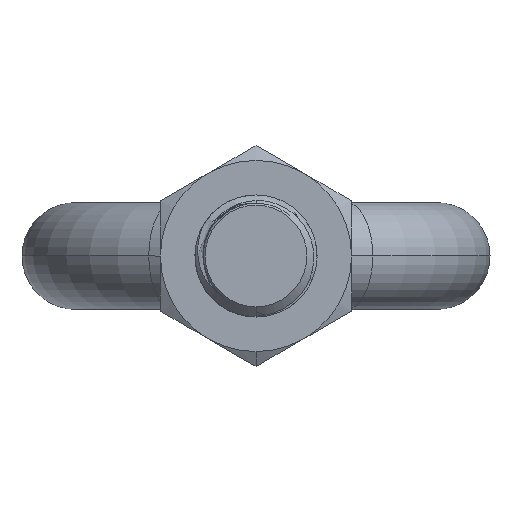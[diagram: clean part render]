
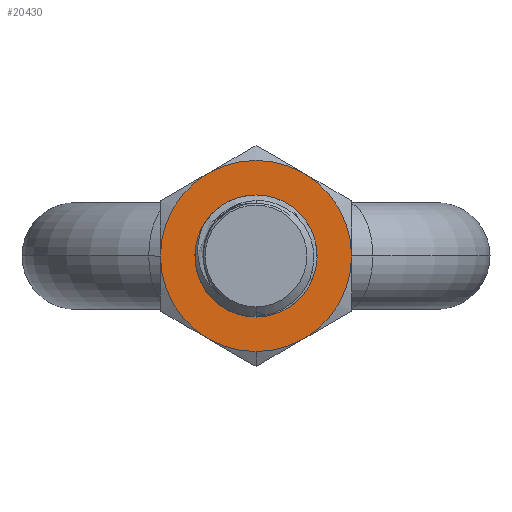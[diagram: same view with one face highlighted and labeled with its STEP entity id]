
A CAD part, front view. The second image highlights one B-rep face of the part: STEP entity #20430.
In plain terms, the highlighted planar face has unit normal (0, -1, 0).
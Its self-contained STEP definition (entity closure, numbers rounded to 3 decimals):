
#1320 = ORIENTED_EDGE ( 'NONE', *, *, #13954, .F. ) ;
#1347 = EDGE_LOOP ( 'NONE', ( #1320, #5284 ) ) ;
#1396 = CARTESIAN_POINT ( 'NONE',  ( 9.4, 15.3, 0. ) ) ;
#1942 = CARTESIAN_POINT ( 'NONE',  ( 0., 15.3, 0. ) ) ;
#2050 = CARTESIAN_POINT ( 'NONE',  ( 0., 15.3, 0. ) ) ;
#2071 = AXIS2_PLACEMENT_3D ( 'NONE', #16489, #25143, #7871 ) ;
#2360 = ORIENTED_EDGE ( 'NONE', *, *, #11112, .T. ) ;
#3151 = VERTEX_POINT ( 'NONE', #21018 ) ;
#3576 = CIRCLE ( 'NONE', #22865, 6. ) ;
#3790 = VERTEX_POINT ( 'NONE', #26933 ) ;
#3814 = AXIS2_PLACEMENT_3D ( 'NONE', #18496, #5716, #14289 ) ;
#4332 = EDGE_LOOP ( 'NONE', ( #25573, #2360, #26145, #14784, #20685, #22240, #14218 ) ) ;
#4594 = AXIS2_PLACEMENT_3D ( 'NONE', #2050, #14827, #14919 ) ;
#4985 = DIRECTION ( 'NONE',  ( 0., -1., 0. ) ) ;
#5284 = ORIENTED_EDGE ( 'NONE', *, *, #22970, .F. ) ;
#5716 = DIRECTION ( 'NONE',  ( 0., -1., 0. ) ) ;
#5837 = VERTEX_POINT ( 'NONE', #25205 ) ;
#6315 = VERTEX_POINT ( 'NONE', #11919 ) ;
#6449 = DIRECTION ( 'NONE',  ( 0., -1., 0. ) ) ;
#6534 = CIRCLE ( 'NONE', #2071, 9.4 ) ;
#6639 = AXIS2_PLACEMENT_3D ( 'NONE', #23556, #6449, #15288 ) ;
#6861 = CIRCLE ( 'NONE', #23848, 9.4 ) ;
#6992 = FACE_BOUND ( 'NONE', #1347, .T. ) ;
#7158 = DIRECTION ( 'NONE',  ( 0., 0., -1. ) ) ;
#7871 = DIRECTION ( 'NONE',  ( 0., 0., -1. ) ) ;
#8209 = CARTESIAN_POINT ( 'NONE',  ( 0., 15.3, -6. ) ) ;
#8658 = DIRECTION ( 'NONE',  ( 0., 0., -1. ) ) ;
#9537 = EDGE_CURVE ( 'NONE', #17999, #3151, #16968, .T. ) ;
#10227 = DIRECTION ( 'NONE',  ( 0., 0., -1. ) ) ;
#10378 = CARTESIAN_POINT ( 'NONE',  ( 0., 15.3, -9.4 ) ) ;
#10495 = DIRECTION ( 'NONE',  ( 0., -1., 0. ) ) ;
#10759 = VERTEX_POINT ( 'NONE', #10378 ) ;
#11002 = VERTEX_POINT ( 'NONE', #1396 ) ;
#11112 = EDGE_CURVE ( 'NONE', #10759, #5837, #6534, .T. ) ;
#11919 = CARTESIAN_POINT ( 'NONE',  ( 4.7, 15.3, 8.141 ) ) ;
#12024 = CARTESIAN_POINT ( 'NONE',  ( 0., 15.3, 0. ) ) ;
#12032 = FACE_OUTER_BOUND ( 'NONE', #4332, .T. ) ;
#12371 = CIRCLE ( 'NONE', #14923, 9.4 ) ;
#12670 = EDGE_CURVE ( 'NONE', #3790, #17999, #27720, .T. ) ;
#13954 = EDGE_CURVE ( 'NONE', #20846, #14138, #15626, .T. ) ;
#14026 = AXIS2_PLACEMENT_3D ( 'NONE', #23172, #10495, #21084 ) ;
#14138 = VERTEX_POINT ( 'NONE', #26689 ) ;
#14206 = DIRECTION ( 'NONE',  ( 0., 0., -1. ) ) ;
#14218 = ORIENTED_EDGE ( 'NONE', *, *, #9537, .T. ) ;
#14289 = DIRECTION ( 'NONE',  ( 0., 0., -1. ) ) ;
#14530 = EDGE_CURVE ( 'NONE', #11002, #6315, #27650, .T. ) ;
#14784 = ORIENTED_EDGE ( 'NONE', *, *, #14530, .T. ) ;
#14804 = DIRECTION ( 'NONE',  ( 0., -1., 0. ) ) ;
#14827 = DIRECTION ( 'NONE',  ( 0., -1., 0. ) ) ;
#14919 = DIRECTION ( 'NONE',  ( 0., 0., -1. ) ) ;
#14923 = AXIS2_PLACEMENT_3D ( 'NONE', #18907, #14804, #16739 ) ;
#15288 = DIRECTION ( 'NONE',  ( 0., 0., -1. ) ) ;
#15626 = CIRCLE ( 'NONE', #20617, 6. ) ;
#16238 = DIRECTION ( 'NONE',  ( 0., -1., 0. ) ) ;
#16489 = CARTESIAN_POINT ( 'NONE',  ( 0., 15.3, 0. ) ) ;
#16739 = DIRECTION ( 'NONE',  ( 0., 0., -1. ) ) ;
#16968 = CIRCLE ( 'NONE', #3814, 9.4 ) ;
#17055 = EDGE_CURVE ( 'NONE', #5837, #11002, #24215, .T. ) ;
#17247 = CARTESIAN_POINT ( 'NONE',  ( 0., 15.3, 0. ) ) ;
#17625 = CARTESIAN_POINT ( 'NONE',  ( -9.4, 15.3, 0. ) ) ;
#17999 = VERTEX_POINT ( 'NONE', #17625 ) ;
#18496 = CARTESIAN_POINT ( 'NONE',  ( 0., 15.3, 0. ) ) ;
#18907 = CARTESIAN_POINT ( 'NONE',  ( 0., 15.3, 0. ) ) ;
#19317 = AXIS2_PLACEMENT_3D ( 'NONE', #21810, #4985, #7158 ) ;
#19493 = PLANE ( 'NONE',  #6639 ) ;
#19516 = DIRECTION ( 'NONE',  ( 0., -1., 0. ) ) ;
#19863 = EDGE_CURVE ( 'NONE', #6315, #3790, #12371, .T. ) ;
#20430 = ADVANCED_FACE ( 'NONE', ( #6992, #12032 ), #19493, .T. ) ;
#20617 = AXIS2_PLACEMENT_3D ( 'NONE', #17247, #19516, #8658 ) ;
#20685 = ORIENTED_EDGE ( 'NONE', *, *, #19863, .T. ) ;
#20846 = VERTEX_POINT ( 'NONE', #8209 ) ;
#21018 = CARTESIAN_POINT ( 'NONE',  ( -4.7, 15.3, -8.141 ) ) ;
#21084 = DIRECTION ( 'NONE',  ( 0., 0., -1. ) ) ;
#21810 = CARTESIAN_POINT ( 'NONE',  ( 0., 15.3, 0. ) ) ;
#22240 = ORIENTED_EDGE ( 'NONE', *, *, #12670, .T. ) ;
#22865 = AXIS2_PLACEMENT_3D ( 'NONE', #1942, #27603, #10227 ) ;
#22970 = EDGE_CURVE ( 'NONE', #14138, #20846, #3576, .T. ) ;
#23172 = CARTESIAN_POINT ( 'NONE',  ( 0., 15.3, 0. ) ) ;
#23556 = CARTESIAN_POINT ( 'NONE',  ( 0., 15.3, 0. ) ) ;
#23848 = AXIS2_PLACEMENT_3D ( 'NONE', #12024, #16238, #14206 ) ;
#24215 = CIRCLE ( 'NONE', #14026, 9.4 ) ;
#25143 = DIRECTION ( 'NONE',  ( 0., -1., 0. ) ) ;
#25205 = CARTESIAN_POINT ( 'NONE',  ( 4.7, 15.3, -8.141 ) ) ;
#25573 = ORIENTED_EDGE ( 'NONE', *, *, #27103, .T. ) ;
#26145 = ORIENTED_EDGE ( 'NONE', *, *, #17055, .T. ) ;
#26689 = CARTESIAN_POINT ( 'NONE',  ( 0., 15.3, 6. ) ) ;
#26933 = CARTESIAN_POINT ( 'NONE',  ( -4.7, 15.3, 8.141 ) ) ;
#27103 = EDGE_CURVE ( 'NONE', #3151, #10759, #6861, .T. ) ;
#27603 = DIRECTION ( 'NONE',  ( 0., -1., 0. ) ) ;
#27650 = CIRCLE ( 'NONE', #4594, 9.4 ) ;
#27720 = CIRCLE ( 'NONE', #19317, 9.4 ) ;
